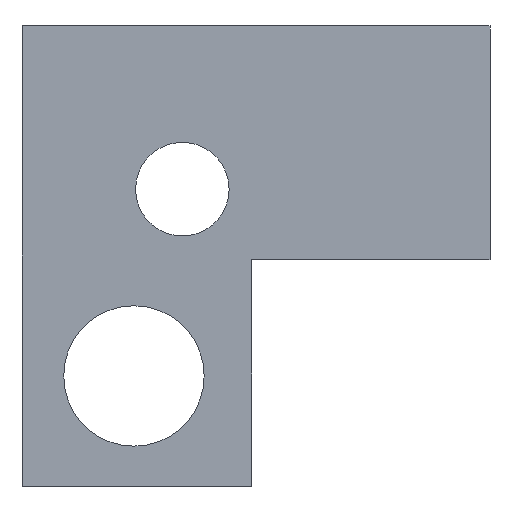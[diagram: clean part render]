
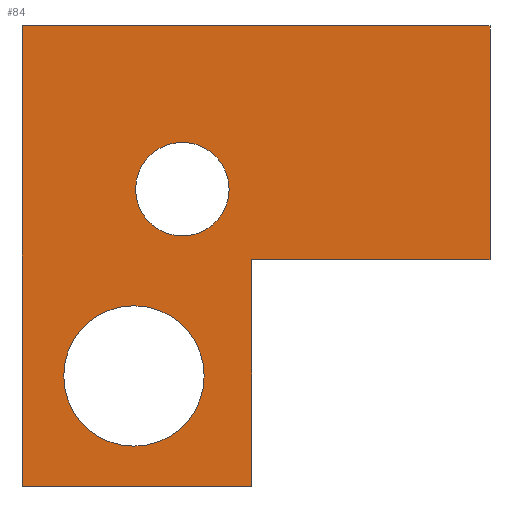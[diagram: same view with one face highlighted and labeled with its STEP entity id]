
A CAD part, front view. The second image highlights one B-rep face of the part: STEP entity #84.
In plain terms, the highlighted planar face has unit normal (0, 1, 0).
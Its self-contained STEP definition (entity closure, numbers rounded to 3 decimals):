
#2 = FACE_BOUND ( 'NONE', #76, .T. ) ;
#3 = VERTEX_POINT ( 'NONE', #74 ) ;
#4 = CARTESIAN_POINT ( 'NONE',  ( -14.868, 0., 25.13 ) ) ;
#5 = DIRECTION ( 'NONE',  ( 0., 1., 0. ) ) ;
#6 = ORIENTED_EDGE ( 'NONE', *, *, #27, .F. ) ;
#7 = CARTESIAN_POINT ( 'NONE',  ( -14.868, 0., 15.13 ) ) ;
#8 = EDGE_CURVE ( 'NONE', #3, #25, #30, .T. ) ;
#9 = DIRECTION ( 'NONE',  ( 0., 0., 1. ) ) ;
#11 = DIRECTION ( 'NONE',  ( 0., 0., 1. ) ) ;
#12 = AXIS2_PLACEMENT_3D ( 'NONE', #7, #23, #68 ) ;
#13 = CARTESIAN_POINT ( 'NONE',  ( -14.868, 0., 15.13 ) ) ;
#14 = CARTESIAN_POINT ( 'NONE',  ( 0., 0., 0. ) ) ;
#15 = CARTESIAN_POINT ( 'NONE',  ( 0., 0., 50. ) ) ;
#16 = VERTEX_POINT ( 'NONE', #14 ) ;
#17 = ORIENTED_EDGE ( 'NONE', *, *, #70, .F. ) ;
#18 = EDGE_CURVE ( 'NONE', #25, #3, #100, .T. ) ;
#20 = LINE ( 'NONE', #56, #28 ) ;
#21 = VECTOR ( 'NONE', #11, 1000. ) ;
#22 = DIRECTION ( 'NONE',  ( 0., 1., 0. ) ) ;
#23 = DIRECTION ( 'NONE',  ( 0., 1., 0. ) ) ;
#24 = ORIENTED_EDGE ( 'NONE', *, *, #64, .T. ) ;
#25 = VERTEX_POINT ( 'NONE', #90 ) ;
#27 = EDGE_CURVE ( 'NONE', #43, #16, #20, .T. ) ;
#28 = VECTOR ( 'NONE', #9, 1000. ) ;
#29 = CARTESIAN_POINT ( 'NONE',  ( 0., 0., -48.295 ) ) ;
#30 = CIRCLE ( 'NONE', #105, 15. ) ;
#31 = CARTESIAN_POINT ( 'NONE',  ( 50.867, 0., 0. ) ) ;
#33 = EDGE_LOOP ( 'NONE', ( #114, #63 ) ) ;
#34 = DIRECTION ( 'NONE',  ( 0., 1., 0. ) ) ;
#35 = VECTOR ( 'NONE', #86, 1000. ) ;
#36 = EDGE_CURVE ( 'NONE', #69, #83, #42, .T. ) ;
#39 = FACE_OUTER_BOUND ( 'NONE', #61, .T. ) ;
#41 = VERTEX_POINT ( 'NONE', #4 ) ;
#42 = LINE ( 'NONE', #75, #35 ) ;
#43 = VERTEX_POINT ( 'NONE', #29 ) ;
#44 = CARTESIAN_POINT ( 'NONE',  ( -49.133, 0., 50. ) ) ;
#45 = VERTEX_POINT ( 'NONE', #31 ) ;
#47 = EDGE_CURVE ( 'NONE', #83, #53, #97, .T. ) ;
#48 = DIRECTION ( 'NONE',  ( 0., 0., 1. ) ) ;
#49 = VECTOR ( 'NONE', #87, 1000. ) ;
#50 = CARTESIAN_POINT ( 'NONE',  ( -49.133, 0., -48.295 ) ) ;
#51 = VERTEX_POINT ( 'NONE', #62 ) ;
#52 = CARTESIAN_POINT ( 'NONE',  ( 0., 0., 0. ) ) ;
#53 = VERTEX_POINT ( 'NONE', #66 ) ;
#54 = ORIENTED_EDGE ( 'NONE', *, *, #47, .T. ) ;
#55 = AXIS2_PLACEMENT_3D ( 'NONE', #13, #103, #60 ) ;
#56 = CARTESIAN_POINT ( 'NONE',  ( 0., 0., 0. ) ) ;
#57 = LINE ( 'NONE', #67, #71 ) ;
#59 = DIRECTION ( 'NONE',  ( 1., 0., 0. ) ) ;
#60 = DIRECTION ( 'NONE',  ( 0., 0., 1. ) ) ;
#61 = EDGE_LOOP ( 'NONE', ( #6, #79, #117, #54, #118, #24 ) ) ;
#62 = CARTESIAN_POINT ( 'NONE',  ( -14.868, 0., 5.13 ) ) ;
#63 = ORIENTED_EDGE ( 'NONE', *, *, #8, .F. ) ;
#64 = EDGE_CURVE ( 'NONE', #45, #16, #95, .T. ) ;
#65 = CIRCLE ( 'NONE', #12, 10. ) ;
#66 = CARTESIAN_POINT ( 'NONE',  ( 50.867, 0., 50. ) ) ;
#67 = CARTESIAN_POINT ( 'NONE',  ( 0., 0., -48.295 ) ) ;
#68 = DIRECTION ( 'NONE',  ( 0., 0., 1. ) ) ;
#69 = VERTEX_POINT ( 'NONE', #50 ) ;
#70 = EDGE_CURVE ( 'NONE', #51, #41, #65, .T. ) ;
#71 = VECTOR ( 'NONE', #59, 1000. ) ;
#72 = CIRCLE ( 'NONE', #55, 10. ) ;
#74 = CARTESIAN_POINT ( 'NONE',  ( -25.213, 0., -39.783 ) ) ;
#75 = CARTESIAN_POINT ( 'NONE',  ( -49.133, 0., 0. ) ) ;
#76 = EDGE_LOOP ( 'NONE', ( #80, #17 ) ) ;
#77 = FACE_BOUND ( 'NONE', #33, .T. ) ;
#79 = ORIENTED_EDGE ( 'NONE', *, *, #91, .F. ) ;
#80 = ORIENTED_EDGE ( 'NONE', *, *, #116, .F. ) ;
#83 = VERTEX_POINT ( 'NONE', #44 ) ;
#84 = ADVANCED_FACE ( 'NONE', ( #2, #77, #39 ), #106, .T. ) ;
#86 = DIRECTION ( 'NONE',  ( 0., 0., 1. ) ) ;
#87 = DIRECTION ( 'NONE',  ( 1., 0., 0. ) ) ;
#88 = CARTESIAN_POINT ( 'NONE',  ( -25.213, 0., -24.783 ) ) ;
#89 = DIRECTION ( 'NONE',  ( -1., 0., 0. ) ) ;
#90 = CARTESIAN_POINT ( 'NONE',  ( -25.213, 0., -9.783 ) ) ;
#91 = EDGE_CURVE ( 'NONE', #69, #43, #57, .T. ) ;
#93 = CARTESIAN_POINT ( 'NONE',  ( 50.867, 0., 0. ) ) ;
#95 = LINE ( 'NONE', #52, #119 ) ;
#96 = DIRECTION ( 'NONE',  ( 0., 0., 1. ) ) ;
#97 = LINE ( 'NONE', #15, #49 ) ;
#99 = AXIS2_PLACEMENT_3D ( 'NONE', #88, #5, #113 ) ;
#100 = CIRCLE ( 'NONE', #99, 15. ) ;
#101 = EDGE_CURVE ( 'NONE', #45, #53, #112, .T. ) ;
#103 = DIRECTION ( 'NONE',  ( 0., 1., 0. ) ) ;
#105 = AXIS2_PLACEMENT_3D ( 'NONE', #111, #22, #96 ) ;
#106 = PLANE ( 'NONE',  #107 ) ;
#107 = AXIS2_PLACEMENT_3D ( 'NONE', #115, #34, #48 ) ;
#111 = CARTESIAN_POINT ( 'NONE',  ( -25.213, 0., -24.783 ) ) ;
#112 = LINE ( 'NONE', #93, #21 ) ;
#113 = DIRECTION ( 'NONE',  ( 0., 0., 1. ) ) ;
#114 = ORIENTED_EDGE ( 'NONE', *, *, #18, .F. ) ;
#115 = CARTESIAN_POINT ( 'NONE',  ( 0., 0., 0. ) ) ;
#116 = EDGE_CURVE ( 'NONE', #41, #51, #72, .T. ) ;
#117 = ORIENTED_EDGE ( 'NONE', *, *, #36, .T. ) ;
#118 = ORIENTED_EDGE ( 'NONE', *, *, #101, .F. ) ;
#119 = VECTOR ( 'NONE', #89, 1000. ) ;
